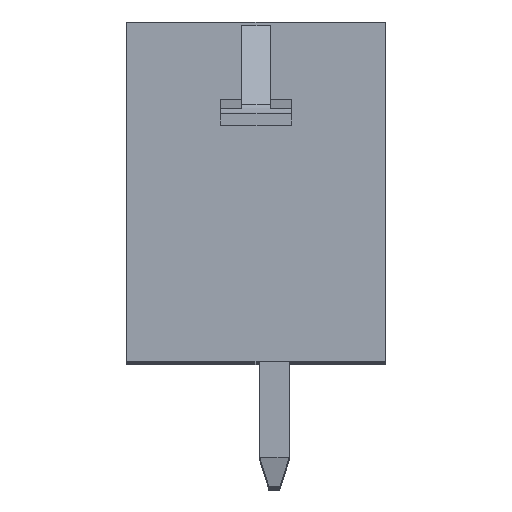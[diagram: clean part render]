
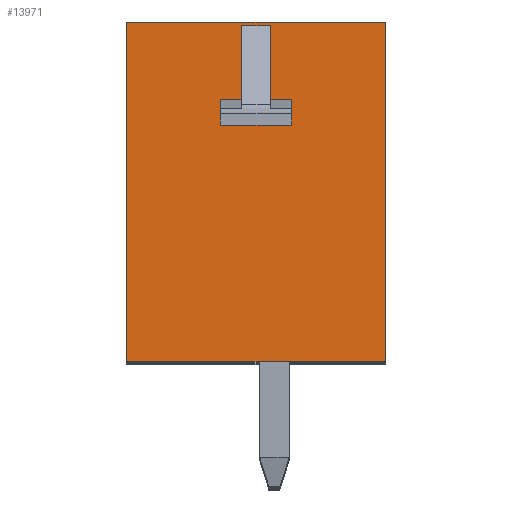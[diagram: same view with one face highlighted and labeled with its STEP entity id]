
A CAD part, top view. The second image highlights one B-rep face of the part: STEP entity #13971.
In plain terms, the highlighted planar face has unit normal (0, 0, 1).
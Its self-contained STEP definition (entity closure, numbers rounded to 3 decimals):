
#1=DIRECTION('',(1.,0.,0.));
#2=VECTOR('',#1,7.);
#3=CARTESIAN_POINT('',(-3.6,-3.853,0.));
#4=LINE('',#3,#2);
#5=DIRECTION('',(0.,-1.,0.));
#6=VECTOR('',#5,9.2);
#7=CARTESIAN_POINT('',(-3.6,5.347,0.));
#8=LINE('',#7,#6);
#9=DIRECTION('',(-1.,0.,0.));
#10=VECTOR('',#9,7.);
#11=CARTESIAN_POINT('',(3.4,5.347,0.));
#12=LINE('',#11,#10);
#13=DIRECTION('',(0.,1.,0.));
#14=VECTOR('',#13,9.2);
#15=CARTESIAN_POINT('',(3.4,-3.853,0.));
#16=LINE('',#15,#14);
#17=DIRECTION('',(0.,1.,0.));
#18=VECTOR('',#17,0.495);
#19=CARTESIAN_POINT('',(0.85,2.747,0.));
#20=LINE('',#19,#18);
#21=DIRECTION('',(-1.,0.,0.));
#22=VECTOR('',#21,0.76);
#23=CARTESIAN_POINT('',(0.28,5.244,0.));
#24=LINE('',#23,#22);
#25=DIRECTION('',(1.,0.,0.));
#26=VECTOR('',#25,0.57);
#27=CARTESIAN_POINT('',(-1.05,3.242,0.));
#28=LINE('',#27,#26);
#29=DIRECTION('',(0.,1.,0.));
#30=VECTOR('',#29,0.495);
#31=CARTESIAN_POINT('',(-1.05,2.747,0.));
#32=LINE('',#31,#30);
#33=DIRECTION('',(-1.,0.,0.));
#34=VECTOR('',#33,1.9);
#35=CARTESIAN_POINT('',(0.85,2.747,0.));
#36=LINE('',#35,#34);
#10654=DIRECTION('',(-1.,0.,0.));
#10655=VECTOR('',#10654,0.57);
#10656=CARTESIAN_POINT('',(0.85,3.242,0.));
#10657=LINE('',#10656,#10655);
#10658=DIRECTION('',(0.,-1.,0.));
#10659=VECTOR('',#10658,2.002);
#10660=CARTESIAN_POINT('',(0.28,5.244,0.));
#10661=LINE('',#10660,#10659);
#10725=DIRECTION('',(0.,1.,0.));
#10726=VECTOR('',#10725,2.002);
#10727=CARTESIAN_POINT('',(-0.48,3.242,0.));
#10728=LINE('',#10727,#10726);
#10737=CARTESIAN_POINT('',(-3.6,-3.853,0.));
#10738=CARTESIAN_POINT('',(3.4,-3.853,0.));
#10739=VERTEX_POINT('',#10737);
#10740=VERTEX_POINT('',#10738);
#10741=CARTESIAN_POINT('',(3.4,5.347,0.));
#10742=VERTEX_POINT('',#10741);
#10743=CARTESIAN_POINT('',(-3.6,5.347,0.));
#10744=VERTEX_POINT('',#10743);
#11840=CARTESIAN_POINT('',(0.85,2.747,0.));
#11841=VERTEX_POINT('',#11840);
#11842=CARTESIAN_POINT('',(-1.05,2.747,0.));
#11843=VERTEX_POINT('',#11842);
#11845=CARTESIAN_POINT('',(-0.48,3.242,0.));
#11847=VERTEX_POINT('',#11845);
#11848=CARTESIAN_POINT('',(-0.48,5.244,0.));
#11849=VERTEX_POINT('',#11848);
#11850=CARTESIAN_POINT('',(-1.05,3.242,0.));
#11851=VERTEX_POINT('',#11850);
#11856=CARTESIAN_POINT('',(0.28,5.244,0.));
#11857=CARTESIAN_POINT('',(0.28,3.242,0.));
#11858=VERTEX_POINT('',#11856);
#11859=VERTEX_POINT('',#11857);
#11862=CARTESIAN_POINT('',(0.85,3.242,0.));
#11863=VERTEX_POINT('',#11862);
#13938=CARTESIAN_POINT('',(0.,0.,0.));
#13939=DIRECTION('',(0.,0.,1.));
#13940=DIRECTION('',(1.,0.,0.));
#13941=AXIS2_PLACEMENT_3D('',#13938,#13939,#13940);
#13942=PLANE('',#13941);
#13944=ORIENTED_EDGE('',*,*,#13943,.F.);
#13946=ORIENTED_EDGE('',*,*,#13945,.F.);
#13948=ORIENTED_EDGE('',*,*,#13947,.F.);
#13950=ORIENTED_EDGE('',*,*,#13949,.F.);
#13951=EDGE_LOOP('',(#13944,#13946,#13948,#13950));
#13952=FACE_OUTER_BOUND('',#13951,.F.);
#13954=ORIENTED_EDGE('',*,*,#13953,.T.);
#13956=ORIENTED_EDGE('',*,*,#13955,.T.);
#13958=ORIENTED_EDGE('',*,*,#13957,.F.);
#13960=ORIENTED_EDGE('',*,*,#13959,.T.);
#13962=ORIENTED_EDGE('',*,*,#13961,.F.);
#13964=ORIENTED_EDGE('',*,*,#13963,.F.);
#13966=ORIENTED_EDGE('',*,*,#13965,.F.);
#13968=ORIENTED_EDGE('',*,*,#13967,.F.);
#13969=EDGE_LOOP('',(#13954,#13956,#13958,#13960,#13962,#13964,#13966,#13968));
#13970=FACE_BOUND('',#13969,.F.);
#13943=EDGE_CURVE('',#10739,#10740,#4,.T.);
#13945=EDGE_CURVE('',#10744,#10739,#8,.T.);
#13947=EDGE_CURVE('',#10742,#10744,#12,.T.);
#13949=EDGE_CURVE('',#10740,#10742,#16,.T.);
#13953=EDGE_CURVE('',#11841,#11863,#20,.T.);
#13955=EDGE_CURVE('',#11863,#11859,#10657,.T.);
#13957=EDGE_CURVE('',#11858,#11859,#10661,.T.);
#13959=EDGE_CURVE('',#11858,#11849,#24,.T.);
#13961=EDGE_CURVE('',#11847,#11849,#10728,.T.);
#13963=EDGE_CURVE('',#11851,#11847,#28,.T.);
#13965=EDGE_CURVE('',#11843,#11851,#32,.T.);
#13967=EDGE_CURVE('',#11841,#11843,#36,.T.);
#13971=ADVANCED_FACE('',(#13952,#13970),#13942,.T.);
